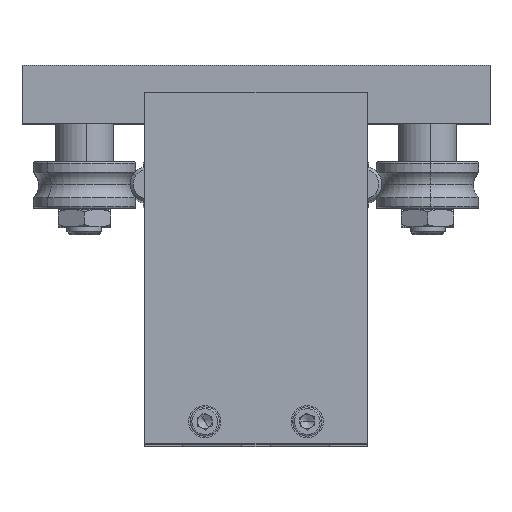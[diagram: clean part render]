
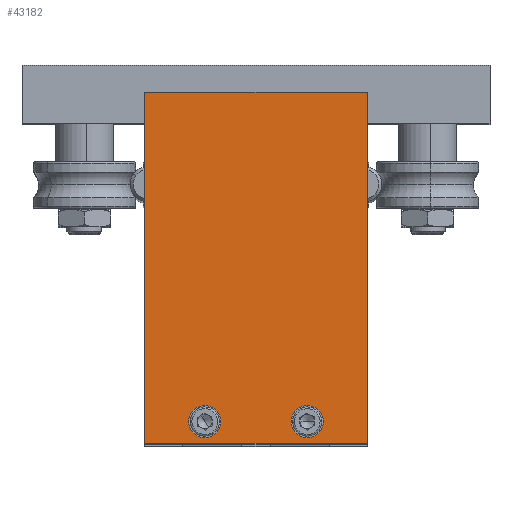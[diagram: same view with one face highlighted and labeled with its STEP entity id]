
A CAD part, top view. The second image highlights one B-rep face of the part: STEP entity #43182.
In plain terms, the highlighted planar face has unit normal (0, 0, 1).
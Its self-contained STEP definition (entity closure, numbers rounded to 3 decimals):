
#510 = ORIENTED_EDGE ( 'NONE', *, *, #60454, .F. ) ;
#1394 = ORIENTED_EDGE ( 'NONE', *, *, #33643, .F. ) ;
#1728 = DIRECTION ( 'NONE',  ( 1., 0., 0. ) ) ;
#2258 = LINE ( 'NONE', #39685, #77365 ) ;
#3917 = CARTESIAN_POINT ( 'NONE',  ( -38., 95., 335. ) ) ;
#5194 = LINE ( 'NONE', #68608, #59653 ) ;
#9963 = FACE_OUTER_BOUND ( 'NONE', #72710, .T. ) ;
#10495 = EDGE_CURVE ( 'NONE', #77718, #50010, #21983, .T. ) ;
#14941 = VECTOR ( 'NONE', #63729, 1000. ) ;
#16959 = CIRCLE ( 'NONE', #64520, 5.5 ) ;
#19520 = CIRCLE ( 'NONE', #23591, 5.5 ) ;
#20015 = DIRECTION ( 'NONE',  ( 0., 0., 1. ) ) ;
#20351 = CARTESIAN_POINT ( 'NONE',  ( 23., -17.5, 335. ) ) ;
#21857 = CARTESIAN_POINT ( 'NONE',  ( -17.5, -17.5, 335. ) ) ;
#21950 = ORIENTED_EDGE ( 'NONE', *, *, #71404, .F. ) ;
#21983 = CIRCLE ( 'NONE', #64072, 5.5 ) ;
#23591 = AXIS2_PLACEMENT_3D ( 'NONE', #21857, #41425, #67404 ) ;
#24312 = AXIS2_PLACEMENT_3D ( 'NONE', #66339, #20015, #1728 ) ;
#25568 = EDGE_LOOP ( 'NONE', ( #65250, #83488 ) ) ;
#26814 = ORIENTED_EDGE ( 'NONE', *, *, #54367, .T. ) ;
#27556 = EDGE_CURVE ( 'NONE', #53260, #28910, #5194, .T. ) ;
#28202 = FACE_BOUND ( 'NONE', #25568, .T. ) ;
#28910 = VERTEX_POINT ( 'NONE', #3917 ) ;
#30570 = CARTESIAN_POINT ( 'NONE',  ( -23., -17.5, 335. ) ) ;
#30767 = LINE ( 'NONE', #50289, #37188 ) ;
#31846 = CARTESIAN_POINT ( 'NONE',  ( -38., -25., 335. ) ) ;
#31870 = CARTESIAN_POINT ( 'NONE',  ( -12., -17.5, 335. ) ) ;
#32244 = CARTESIAN_POINT ( 'NONE',  ( -17.5, -17.5, 335. ) ) ;
#33643 = EDGE_CURVE ( 'NONE', #53260, #53614, #36507, .T. ) ;
#33651 = VERTEX_POINT ( 'NONE', #30570 ) ;
#35127 = CARTESIAN_POINT ( 'NONE',  ( 17.5, -17.5, 335. ) ) ;
#36507 = LINE ( 'NONE', #50537, #14941 ) ;
#37188 = VECTOR ( 'NONE', #75887, 1000. ) ;
#37697 = VERTEX_POINT ( 'NONE', #31846 ) ;
#39036 = DIRECTION ( 'NONE',  ( 0., 0., 1. ) ) ;
#39685 = CARTESIAN_POINT ( 'NONE',  ( 38., -25., 335. ) ) ;
#41425 = DIRECTION ( 'NONE',  ( 0., 0., 1. ) ) ;
#42220 = FACE_BOUND ( 'NONE', #54322, .T. ) ;
#43182 = ADVANCED_FACE ( 'NONE', ( #28202, #42220, #9963 ), #54144, .F. ) ;
#43833 = ORIENTED_EDGE ( 'NONE', *, *, #27556, .T. ) ;
#44956 = DIRECTION ( 'NONE',  ( 1., 0., 0. ) ) ;
#44993 = ORIENTED_EDGE ( 'NONE', *, *, #61251, .F. ) ;
#48834 = EDGE_CURVE ( 'NONE', #50010, #77718, #80032, .T. ) ;
#49381 = DIRECTION ( 'NONE',  ( -1., 0., 0. ) ) ;
#50010 = VERTEX_POINT ( 'NONE', #72231 ) ;
#50071 = CARTESIAN_POINT ( 'NONE',  ( 38., 95., 335. ) ) ;
#50289 = CARTESIAN_POINT ( 'NONE',  ( -38., 95., 335. ) ) ;
#50537 = CARTESIAN_POINT ( 'NONE',  ( 38., 95., 335. ) ) ;
#50720 = CARTESIAN_POINT ( 'NONE',  ( 38., 95., 335. ) ) ;
#52852 = DIRECTION ( 'NONE',  ( -1., 0., 0. ) ) ;
#53260 = VERTEX_POINT ( 'NONE', #50071 ) ;
#53614 = VERTEX_POINT ( 'NONE', #62242 ) ;
#54144 = PLANE ( 'NONE',  #80537 ) ;
#54322 = EDGE_LOOP ( 'NONE', ( #510, #44993 ) ) ;
#54367 = EDGE_CURVE ( 'NONE', #28910, #37697, #30767, .T. ) ;
#56670 = DIRECTION ( 'NONE',  ( 0., 0., -1. ) ) ;
#59653 = VECTOR ( 'NONE', #49381, 1000. ) ;
#60454 = EDGE_CURVE ( 'NONE', #69256, #33651, #19520, .T. ) ;
#61096 = DIRECTION ( 'NONE',  ( 0., 0., 1. ) ) ;
#61251 = EDGE_CURVE ( 'NONE', #33651, #69256, #16959, .T. ) ;
#62242 = CARTESIAN_POINT ( 'NONE',  ( 38., -25., 335. ) ) ;
#63729 = DIRECTION ( 'NONE',  ( 0., -1., 0. ) ) ;
#64072 = AXIS2_PLACEMENT_3D ( 'NONE', #35127, #61096, #80732 ) ;
#64520 = AXIS2_PLACEMENT_3D ( 'NONE', #32244, #39036, #44956 ) ;
#65250 = ORIENTED_EDGE ( 'NONE', *, *, #10495, .F. ) ;
#66339 = CARTESIAN_POINT ( 'NONE',  ( 17.5, -17.5, 335. ) ) ;
#67404 = DIRECTION ( 'NONE',  ( 1., 0., 0. ) ) ;
#68608 = CARTESIAN_POINT ( 'NONE',  ( 38., 95., 335. ) ) ;
#69256 = VERTEX_POINT ( 'NONE', #31870 ) ;
#71404 = EDGE_CURVE ( 'NONE', #53614, #37697, #2258, .T. ) ;
#72231 = CARTESIAN_POINT ( 'NONE',  ( 12., -17.5, 335. ) ) ;
#72710 = EDGE_LOOP ( 'NONE', ( #26814, #21950, #1394, #43833 ) ) ;
#75887 = DIRECTION ( 'NONE',  ( 0., -1., 0. ) ) ;
#77365 = VECTOR ( 'NONE', #52852, 1000. ) ;
#77718 = VERTEX_POINT ( 'NONE', #20351 ) ;
#80032 = CIRCLE ( 'NONE', #24312, 5.5 ) ;
#80537 = AXIS2_PLACEMENT_3D ( 'NONE', #50720, #56670, #83927 ) ;
#80732 = DIRECTION ( 'NONE',  ( 1., 0., 0. ) ) ;
#83488 = ORIENTED_EDGE ( 'NONE', *, *, #48834, .F. ) ;
#83927 = DIRECTION ( 'NONE',  ( 0., 1., 0. ) ) ;
